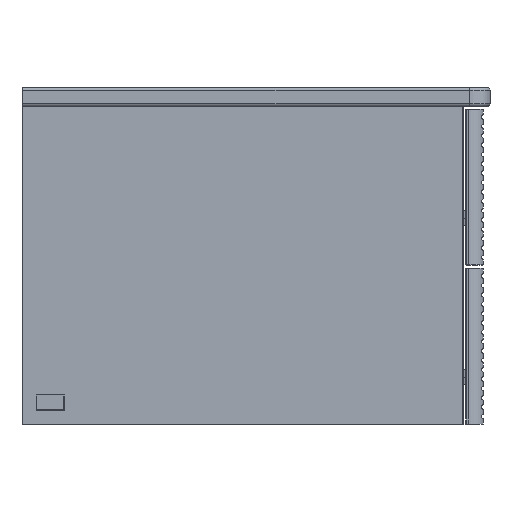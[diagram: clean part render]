
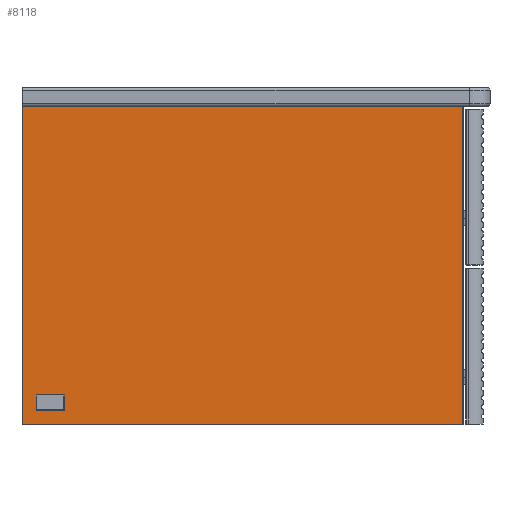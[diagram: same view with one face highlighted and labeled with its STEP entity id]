
A CAD part, left-side view. The second image highlights one B-rep face of the part: STEP entity #8118.
In plain terms, the highlighted planar face has unit normal (-1, 0, 0).
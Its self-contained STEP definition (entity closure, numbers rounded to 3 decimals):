
#7967=CARTESIAN_POINT('',(5910.746,90.098,170.0));
#7968=VERTEX_POINT('',#7967);
#7975=CARTESIAN_POINT('',(5910.746,90.098,-170.0));
#7976=VERTEX_POINT('',#7975);
#7977=CARTESIAN_POINT('',(5910.746,90.098,170.0));
#7978=DIRECTION('',(0.0,0.0,-1.0));
#7979=VECTOR('',#7978,340.0);
#7980=LINE('',#7977,#7979);
#7981=EDGE_CURVE('',#7968,#7976,#7980,.T.);
#8037=CARTESIAN_POINT('',(5910.746,561.098,-170.0));
#8038=VERTEX_POINT('',#8037);
#8039=CARTESIAN_POINT('',(5910.746,561.098,-170.0));
#8040=DIRECTION('',(0.0,-1.0,0.0));
#8041=VECTOR('',#8040,471.);
#8042=LINE('',#8039,#8041);
#8043=EDGE_CURVE('',#8038,#7976,#8042,.T.);
#8095=CARTESIAN_POINT('',(5910.746,325.598,-170.001));
#8096=DIRECTION('',(-1.0,0.0,0.0));
#8097=DIRECTION('',(0.0,0.0,1.0));
#8098=AXIS2_PLACEMENT_3D('',#8095,#8096,#8097);
#8099=PLANE('',#8098);
#8100=ORIENTED_EDGE('',*,*,#7981,.F.);
#8101=CARTESIAN_POINT('',(5910.746,561.098,170.0));
#8102=VERTEX_POINT('',#8101);
#8103=CARTESIAN_POINT('',(5910.746,561.098,170.0));
#8104=DIRECTION('',(0.0,-1.0,0.0));
#8105=VECTOR('',#8104,471.);
#8106=LINE('',#8103,#8105);
#8107=EDGE_CURVE('',#8102,#7968,#8106,.T.);
#8108=ORIENTED_EDGE('',*,*,#8107,.F.);
#8109=CARTESIAN_POINT('',(5910.746,561.098,-170.0));
#8110=DIRECTION('',(0.0,0.0,1.0));
#8111=VECTOR('',#8110,340.0);
#8112=LINE('',#8109,#8111);
#8113=EDGE_CURVE('',#8038,#8102,#8112,.T.);
#8114=ORIENTED_EDGE('',*,*,#8113,.F.);
#8115=ORIENTED_EDGE('',*,*,#8043,.T.);
#8116=EDGE_LOOP('',(#8100,#8108,#8114,#8115));
#8117=FACE_OUTER_BOUND('',#8116,.T.);
#8118=ADVANCED_FACE('',(#8117),#8099,.T.);
